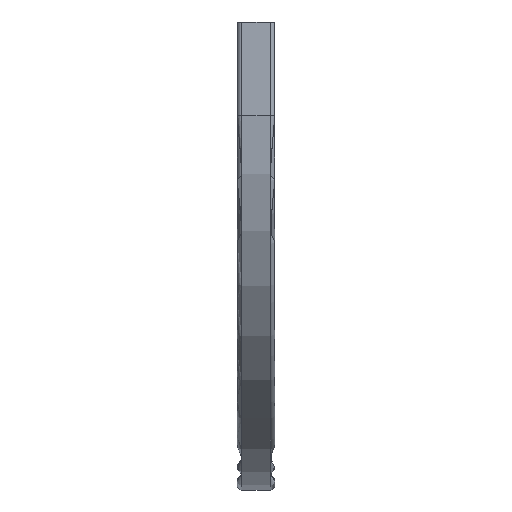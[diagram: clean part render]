
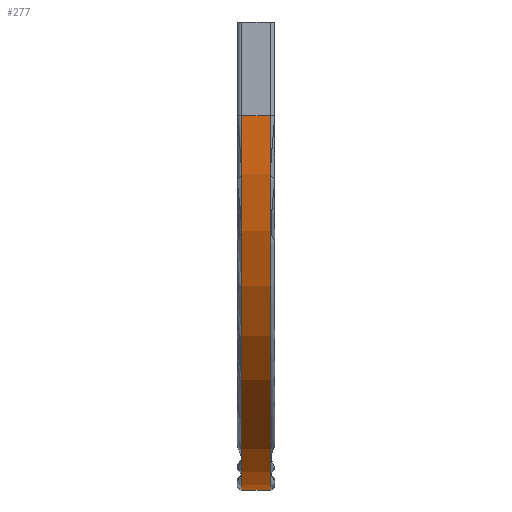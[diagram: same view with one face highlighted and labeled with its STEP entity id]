
A CAD part, left-side view. The second image highlights one B-rep face of the part: STEP entity #277.
In plain terms, the highlighted cylindrical face has radius 600 mm (diameter 1200 mm), a partial arc.
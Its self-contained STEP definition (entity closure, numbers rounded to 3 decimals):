
#277 = ADVANCED_FACE ( 'NONE', ( #2864 ), #7846, .T. ) ;
#1204 = ORIENTED_EDGE ( 'NONE', *, *, #10395, .F. ) ;
#2237 = VERTEX_POINT ( 'NONE', #8099 ) ;
#2819 = VECTOR ( 'NONE', #9160, 1000. ) ;
#2864 = FACE_OUTER_BOUND ( 'NONE', #7975, .T. ) ;
#3060 = VERTEX_POINT ( 'NONE', #4947 ) ;
#3565 = CARTESIAN_POINT ( 'NONE',  ( 315., 0., -150. ) ) ;
#4542 = CARTESIAN_POINT ( 'NONE',  ( -285., -22.5, -150. ) ) ;
#4947 = CARTESIAN_POINT ( 'NONE',  ( 315., 22.5, -750. ) ) ;
#5074 = VECTOR ( 'NONE', #9492, 1000. ) ;
#5505 = DIRECTION ( 'NONE',  ( 0., 1., 0. ) ) ;
#5649 = DIRECTION ( 'NONE',  ( 1., 0., 0. ) ) ;
#5830 = ORIENTED_EDGE ( 'NONE', *, *, #10393, .F. ) ;
#5906 = DIRECTION ( 'NONE',  ( 1., 0., 0. ) ) ;
#5944 = DIRECTION ( 'NONE',  ( 0., 1., 0. ) ) ;
#6034 = CARTESIAN_POINT ( 'NONE',  ( 315., -22.5, -150. ) ) ;
#6446 = ORIENTED_EDGE ( 'NONE', *, *, #10906, .T. ) ;
#6720 = VERTEX_POINT ( 'NONE', #4542 ) ;
#7135 = CIRCLE ( 'NONE', #9241, 600. ) ;
#7520 = AXIS2_PLACEMENT_3D ( 'NONE', #3565, #5505, #5649 ) ;
#7846 = CYLINDRICAL_SURFACE ( 'NONE', #7520, 600. ) ;
#7975 = EDGE_LOOP ( 'NONE', ( #5830, #9306, #6446, #1204 ) ) ;
#8099 = CARTESIAN_POINT ( 'NONE',  ( -285., 22.5, -150. ) ) ;
#8628 = DIRECTION ( 'NONE',  ( 1., 0., 0. ) ) ;
#8690 = DIRECTION ( 'NONE',  ( 0., 1., 0. ) ) ;
#8709 = CARTESIAN_POINT ( 'NONE',  ( 315., 22.5, -150. ) ) ;
#9160 = DIRECTION ( 'NONE',  ( 0., 1., 0. ) ) ;
#9241 = AXIS2_PLACEMENT_3D ( 'NONE', #6034, #5944, #5906 ) ;
#9306 = ORIENTED_EDGE ( 'NONE', *, *, #10476, .T. ) ;
#9450 = CARTESIAN_POINT ( 'NONE',  ( 315., 6.791, -750. ) ) ;
#9492 = DIRECTION ( 'NONE',  ( 0., 1., 0. ) ) ;
#9559 = LINE ( 'NONE', #9450, #2819 ) ;
#9589 = AXIS2_PLACEMENT_3D ( 'NONE', #8709, #8690, #8628 ) ;
#9626 = CARTESIAN_POINT ( 'NONE',  ( -285., 6.791, -150. ) ) ;
#10136 = VERTEX_POINT ( 'NONE', #12446 ) ;
#10393 = EDGE_CURVE ( 'NONE', #10136, #3060, #9559, .T. ) ;
#10395 = EDGE_CURVE ( 'NONE', #3060, #2237, #11017, .T. ) ;
#10476 = EDGE_CURVE ( 'NONE', #10136, #6720, #7135, .T. ) ;
#10906 = EDGE_CURVE ( 'NONE', #6720, #2237, #11301, .T. ) ;
#11017 = CIRCLE ( 'NONE', #9589, 600. ) ;
#11301 = LINE ( 'NONE', #9626, #5074 ) ;
#12446 = CARTESIAN_POINT ( 'NONE',  ( 315., -22.5, -750. ) ) ;
